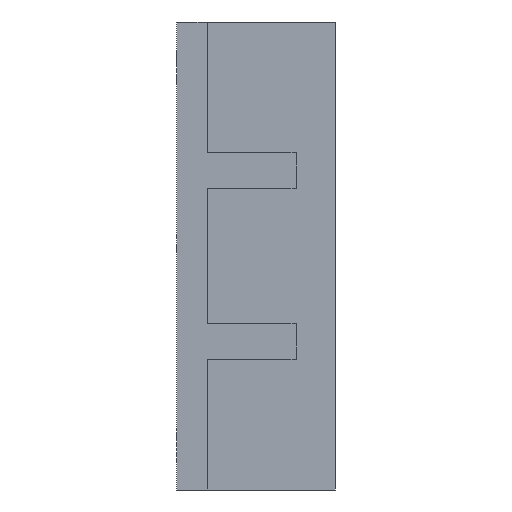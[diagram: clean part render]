
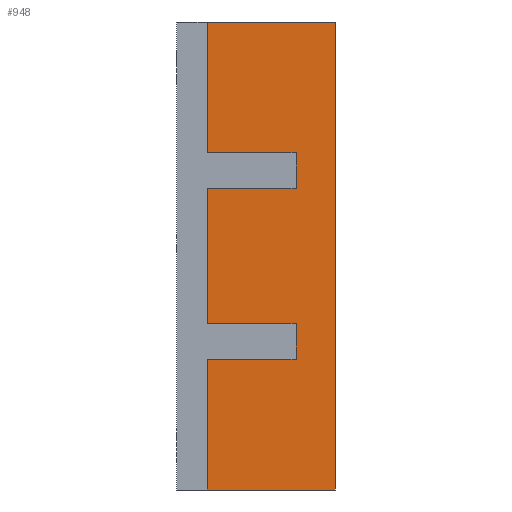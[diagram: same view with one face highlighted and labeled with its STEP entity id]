
A CAD part, left-side view. The second image highlights one B-rep face of the part: STEP entity #948.
In plain terms, the highlighted planar face has unit normal (-1, 0, 0).
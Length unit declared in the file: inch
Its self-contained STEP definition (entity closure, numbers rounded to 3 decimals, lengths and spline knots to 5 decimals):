
#141 = DIRECTION ( 'NONE',  ( 0., 0., -1. ) ) ;
#142 = CARTESIAN_POINT ( 'NONE',  ( -3.915, -1.88984, -1.315 ) ) ;
#143 = LINE ( 'NONE', #142, #828 ) ;
#144 = DIRECTION ( 'NONE',  ( 0., -1., 0. ) ) ;
#145 = CARTESIAN_POINT ( 'NONE',  ( -3.915, 0., -1.315 ) ) ;
#146 = LINE ( 'NONE', #145, #829 ) ;
#150 = DIRECTION ( 'NONE',  ( 0., 1., 0. ) ) ;
#151 = CARTESIAN_POINT ( 'NONE',  ( -3.915, -1.17, 1.315 ) ) ;
#152 = LINE ( 'NONE', #151, #831 ) ;
#202 = DIRECTION ( 'NONE',  ( 0., 0., -1. ) ) ;
#203 = CARTESIAN_POINT ( 'NONE',  ( -3.915, -1.17, -1.315 ) ) ;
#214 = LINE ( 'NONE', #203, #2174 ) ;
#231 = DIRECTION ( 'NONE',  ( 0., 0., 1. ) ) ;
#232 = DIRECTION ( 'NONE',  ( -1., 0., 0. ) ) ;
#235 = FACE_OUTER_BOUND ( 'NONE', #2073, .T. ) ;
#239 = CARTESIAN_POINT ( 'NONE',  ( -3.915, -1.17, -1.315 ) ) ;
#241 = PLANE ( 'NONE',  #855 ) ;
#678 = EDGE_CURVE ( 'NONE', #1591, #1600, #1287, .T. ) ;
#680 = EDGE_CURVE ( 'NONE', #1600, #1746, #1265, .T. ) ;
#683 = EDGE_CURVE ( 'NONE', #1746, #1880, #1261, .T. ) ;
#687 = EDGE_CURVE ( 'NONE', #1880, #1883, #1247, .T. ) ;
#691 = EDGE_CURVE ( 'NONE', #1883, #1876, #1235, .T. ) ;
#694 = EDGE_CURVE ( 'NONE', #1872, #1878, #1220, .T. ) ;
#696 = EDGE_CURVE ( 'NONE', #1878, #1879, #1190, .T. ) ;
#699 = EDGE_CURVE ( 'NONE', #1879, #1591, #1179, .T. ) ;
#828 = VECTOR ( 'NONE', #141, 39.37008 ) ;
#829 = VECTOR ( 'NONE', #144, 39.37008 ) ;
#831 = VECTOR ( 'NONE', #150, 39.37008 ) ;
#855 = AXIS2_PLACEMENT_3D ( 'NONE', #239, #232, #231 ) ;
#948 = ADVANCED_FACE ( 'NONE', ( #235 ), #241, .T. ) ;
#980 = EDGE_CURVE ( 'NONE', #1876, #1726, #214, .T. ) ;
#997 = EDGE_CURVE ( 'NONE', #1721, #1872, #152, .T. ) ;
#999 = EDGE_CURVE ( 'NONE', #1726, #1720, #146, .T. ) ;
#1000 = EDGE_CURVE ( 'NONE', #1721, #1720, #143, .T. ) ;
#1169 = CARTESIAN_POINT ( 'NONE',  ( -3.915, -1.67, -1.315 ) ) ;
#1174 = DIRECTION ( 'NONE',  ( 0., 0., -1. ) ) ;
#1179 = LINE ( 'NONE', #1169, #2205 ) ;
#1188 = DIRECTION ( 'NONE',  ( 0., -1., 0. ) ) ;
#1189 = CARTESIAN_POINT ( 'NONE',  ( -3.915, -1.17, 0.58 ) ) ;
#1190 = LINE ( 'NONE', #1189, #2208 ) ;
#1197 = DIRECTION ( 'NONE',  ( 0., 0., -1. ) ) ;
#1198 = CARTESIAN_POINT ( 'NONE',  ( -3.915, -1.17, -1.315 ) ) ;
#1203 = DIRECTION ( 'NONE',  ( 0., 1., 0. ) ) ;
#1210 = CARTESIAN_POINT ( 'NONE',  ( -3.915, -1.17, -0.58 ) ) ;
#1220 = LINE ( 'NONE', #1198, #2213 ) ;
#1225 = DIRECTION ( 'NONE',  ( 0., 0., -1. ) ) ;
#1226 = CARTESIAN_POINT ( 'NONE',  ( -3.915, -1.67, -1.315 ) ) ;
#1235 = LINE ( 'NONE', #1210, #2217 ) ;
#1238 = CARTESIAN_POINT ( 'NONE',  ( -3.915, -1.17, -0.38 ) ) ;
#1241 = DIRECTION ( 'NONE',  ( 0., -1., 0. ) ) ;
#1247 = LINE ( 'NONE', #1226, #2218 ) ;
#1252 = DIRECTION ( 'NONE',  ( 0., 0., -1. ) ) ;
#1255 = CARTESIAN_POINT ( 'NONE',  ( -3.915, -1.17, 0.38 ) ) ;
#1256 = CARTESIAN_POINT ( 'NONE',  ( -3.915, -1.17, -1.315 ) ) ;
#1260 = DIRECTION ( 'NONE',  ( 0., 1., 0. ) ) ;
#1261 = LINE ( 'NONE', #1238, #2224 ) ;
#1265 = LINE ( 'NONE', #1256, #2225 ) ;
#1282 = ORIENTED_EDGE ( 'NONE', *, *, #694, .T. ) ;
#1287 = LINE ( 'NONE', #1255, #2227 ) ;
#1289 = ORIENTED_EDGE ( 'NONE', *, *, #1000, .F. ) ;
#1290 = ORIENTED_EDGE ( 'NONE', *, *, #683, .T. ) ;
#1291 = ORIENTED_EDGE ( 'NONE', *, *, #999, .T. ) ;
#1307 = ORIENTED_EDGE ( 'NONE', *, *, #980, .T. ) ;
#1324 = ORIENTED_EDGE ( 'NONE', *, *, #691, .T. ) ;
#1338 = ORIENTED_EDGE ( 'NONE', *, *, #687, .T. ) ;
#1346 = ORIENTED_EDGE ( 'NONE', *, *, #997, .T. ) ;
#1355 = ORIENTED_EDGE ( 'NONE', *, *, #680, .T. ) ;
#1362 = ORIENTED_EDGE ( 'NONE', *, *, #699, .T. ) ;
#1363 = ORIENTED_EDGE ( 'NONE', *, *, #696, .T. ) ;
#1384 = ORIENTED_EDGE ( 'NONE', *, *, #678, .T. ) ;
#1591 = VERTEX_POINT ( 'NONE', #2485 ) ;
#1600 = VERTEX_POINT ( 'NONE', #2479 ) ;
#1720 = VERTEX_POINT ( 'NONE', #2451 ) ;
#1721 = VERTEX_POINT ( 'NONE', #2458 ) ;
#1726 = VERTEX_POINT ( 'NONE', #2445 ) ;
#1746 = VERTEX_POINT ( 'NONE', #2433 ) ;
#1872 = VERTEX_POINT ( 'NONE', #2385 ) ;
#1876 = VERTEX_POINT ( 'NONE', #2381 ) ;
#1878 = VERTEX_POINT ( 'NONE', #2379 ) ;
#1879 = VERTEX_POINT ( 'NONE', #2377 ) ;
#1880 = VERTEX_POINT ( 'NONE', #2375 ) ;
#1883 = VERTEX_POINT ( 'NONE', #2371 ) ;
#2073 = EDGE_LOOP ( 'NONE', ( #1363, #1362, #1384, #1355, #1290, #1338, #1324, #1307, #1291, #1289, #1346, #1282 ) ) ;
#2174 = VECTOR ( 'NONE', #202, 39.37008 ) ;
#2205 = VECTOR ( 'NONE', #1174, 39.37008 ) ;
#2208 = VECTOR ( 'NONE', #1188, 39.37008 ) ;
#2213 = VECTOR ( 'NONE', #1197, 39.37008 ) ;
#2217 = VECTOR ( 'NONE', #1203, 39.37008 ) ;
#2218 = VECTOR ( 'NONE', #1225, 39.37008 ) ;
#2224 = VECTOR ( 'NONE', #1241, 39.37008 ) ;
#2225 = VECTOR ( 'NONE', #1252, 39.37008 ) ;
#2227 = VECTOR ( 'NONE', #1260, 39.37008 ) ;
#2371 = CARTESIAN_POINT ( 'NONE',  ( -3.915, -1.67, -0.58 ) ) ;
#2375 = CARTESIAN_POINT ( 'NONE',  ( -3.915, -1.67, -0.38 ) ) ;
#2377 = CARTESIAN_POINT ( 'NONE',  ( -3.915, -1.67, 0.58 ) ) ;
#2379 = CARTESIAN_POINT ( 'NONE',  ( -3.915, -1.17, 0.58 ) ) ;
#2381 = CARTESIAN_POINT ( 'NONE',  ( -3.915, -1.17, -0.58 ) ) ;
#2385 = CARTESIAN_POINT ( 'NONE',  ( -3.915, -1.17, 1.315 ) ) ;
#2433 = CARTESIAN_POINT ( 'NONE',  ( -3.915, -1.17, -0.38 ) ) ;
#2445 = CARTESIAN_POINT ( 'NONE',  ( -3.915, -1.17, -1.315 ) ) ;
#2451 = CARTESIAN_POINT ( 'NONE',  ( -3.915, -1.88984, -1.315 ) ) ;
#2458 = CARTESIAN_POINT ( 'NONE',  ( -3.915, -1.88984, 1.315 ) ) ;
#2479 = CARTESIAN_POINT ( 'NONE',  ( -3.915, -1.17, 0.38 ) ) ;
#2485 = CARTESIAN_POINT ( 'NONE',  ( -3.915, -1.67, 0.38 ) ) ;
